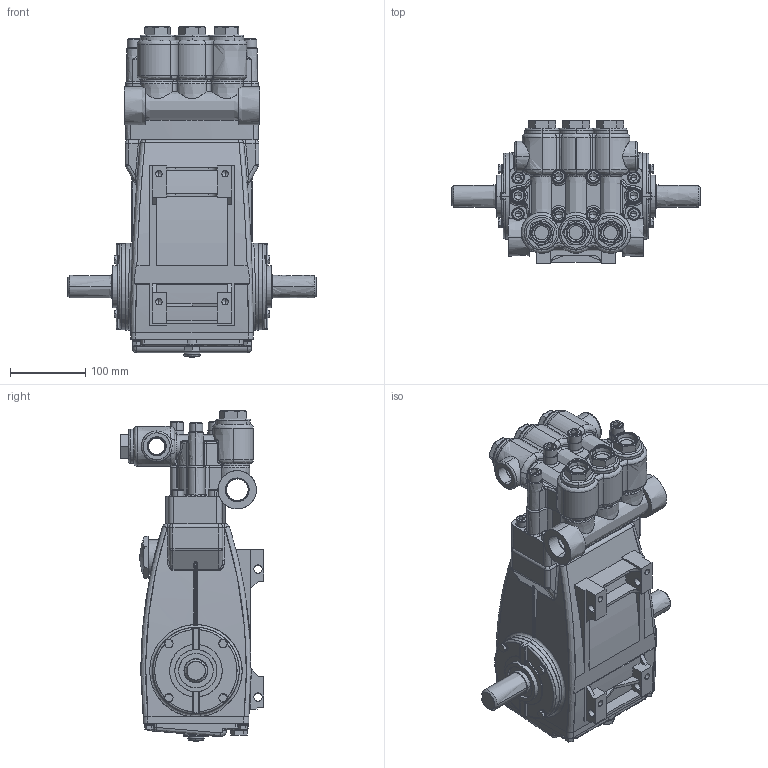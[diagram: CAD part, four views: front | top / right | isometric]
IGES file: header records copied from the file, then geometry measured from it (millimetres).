
Start section: SolidWorks IGES file using analytic representation for surfaces
Global section: file name: 1531.IGS; native system: SolidWorks 2009; preprocessor: SolidWorks 2009; author: sal; date: 090430.162032; units: inch
Bounding box: 329.95 x 190.46 x 438.33 mm (x, y, z)
Surface area: 552212.5 mm2 (no closed solid volume)
Topology: 0 solids, 0 shells, 1622 faces, 22651 edges, 22592 vertices
Faces by surface type: bspline 989, revolution 633
